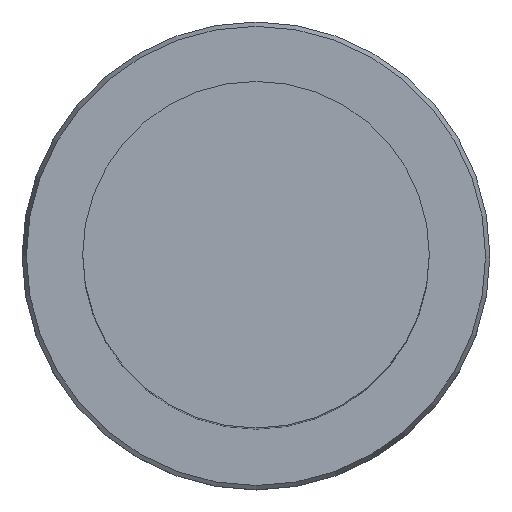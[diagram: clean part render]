
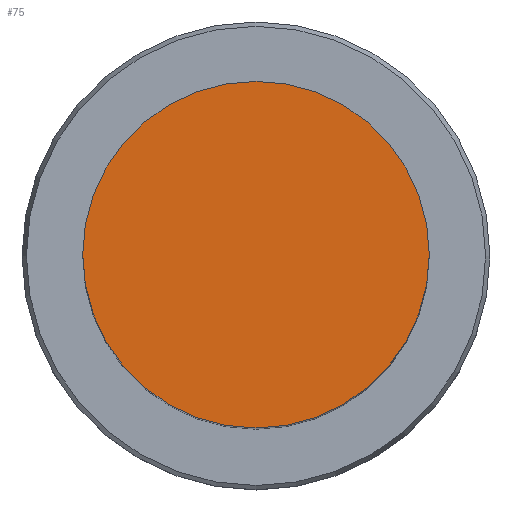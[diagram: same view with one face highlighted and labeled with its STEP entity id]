
A CAD part, top view. The second image highlights one B-rep face of the part: STEP entity #75.
In plain terms, the highlighted planar face has unit normal (0, 0, 1).
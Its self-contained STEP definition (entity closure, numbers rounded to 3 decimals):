
#70=EDGE_CURVE('Unnamed[1]',#143,#143,#144,.T.);
#75=ADVANCED_FACE('Unnamed[1]',(#150),#151,.T.);
#143=VERTEX_POINT('',#222);
#144=CIRCLE('',#223,20.);
#150=FACE_OUTER_BOUND('',#231,.T.);
#151=PLANE('',#232);
#222=CARTESIAN_POINT('',(0.,20.,153.5));
#223=AXIS2_PLACEMENT_3D('',#293,#294,#295);
#231=EDGE_LOOP('',(#300));
#232=AXIS2_PLACEMENT_3D('',#301,#302,#303);
#293=CARTESIAN_POINT('',(0.,0.,153.5));
#294=DIRECTION('',(0.,0.,-1.0));
#295=DIRECTION('',(0.,1.0,0.));
#300=ORIENTED_EDGE('',*,*,#70,.F.);
#301=CARTESIAN_POINT('',(0.,10.,153.5));
#302=DIRECTION('',(0.,0.,1.0));
#303=DIRECTION('',(0.,-1.0,0.));
